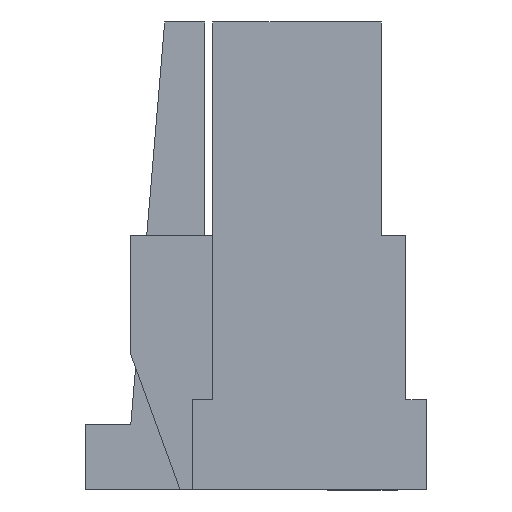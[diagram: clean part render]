
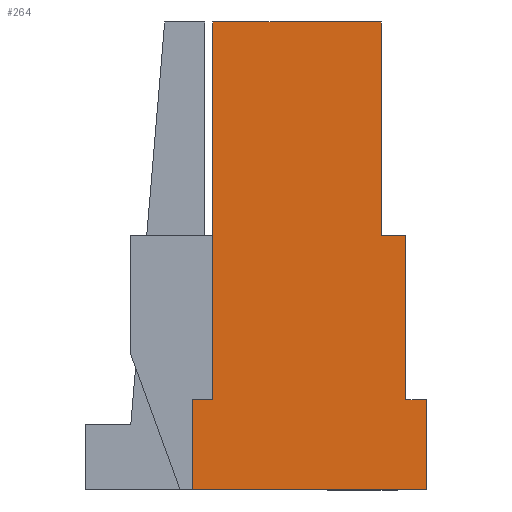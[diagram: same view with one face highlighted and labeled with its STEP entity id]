
A CAD part, left-side view. The second image highlights one B-rep face of the part: STEP entity #264.
In plain terms, the highlighted planar face has unit normal (-1, 0, 0).
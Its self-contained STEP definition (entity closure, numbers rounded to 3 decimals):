
#97 = EDGE_LOOP ( 'NONE', ( #1292, #1291, #1290, #1289, #1288, #1287, #1286, #1554, #1553, #1552 ) ) ;
#130 = PLANE ( 'NONE',  #695 ) ;
#131 = CARTESIAN_POINT ( 'NONE',  ( -4.333, -0.117, 6.6 ) ) ;
#136 = DIRECTION ( 'NONE',  ( 1., 0., 0. ) ) ;
#137 = DIRECTION ( 'NONE',  ( 0., -1., 0. ) ) ;
#155 = VERTEX_POINT ( 'NONE', #450 ) ;
#157 = VERTEX_POINT ( 'NONE', #451 ) ;
#168 = VERTEX_POINT ( 'NONE', #466 ) ;
#169 = VERTEX_POINT ( 'NONE', #467 ) ;
#172 = VERTEX_POINT ( 'NONE', #470 ) ;
#175 = VERTEX_POINT ( 'NONE', #473 ) ;
#188 = LINE ( 'NONE', #1119, #191 ) ;
#191 = VECTOR ( 'NONE', #1121, 1000. ) ;
#195 = LINE ( 'NONE', #1125, #198 ) ;
#198 = VECTOR ( 'NONE', #1126, 1000. ) ;
#264 = ADVANCED_FACE ( 'NONE', ( #1471 ), #130, .F. ) ;
#438 = VERTEX_POINT ( 'NONE', #585 ) ;
#441 = VERTEX_POINT ( 'NONE', #588 ) ;
#450 = CARTESIAN_POINT ( 'NONE',  ( -4.333, -2.467, 4. ) ) ;
#451 = CARTESIAN_POINT ( 'NONE',  ( -4.333, -0.117, 2. ) ) ;
#466 = CARTESIAN_POINT ( 'NONE',  ( -4.333, -2.167, 4. ) ) ;
#467 = CARTESIAN_POINT ( 'NONE',  ( -4.333, -2.717, 2. ) ) ;
#470 = CARTESIAN_POINT ( 'NONE',  ( -4.333, -2.167, 6.6 ) ) ;
#473 = CARTESIAN_POINT ( 'NONE',  ( -4.333, -2.467, 2. ) ) ;
#517 = CARTESIAN_POINT ( 'NONE',  ( -4.333, -2.717, 0.9 ) ) ;
#585 = CARTESIAN_POINT ( 'NONE',  ( -4.333, 0.133, 0.9 ) ) ;
#588 = CARTESIAN_POINT ( 'NONE',  ( -4.333, 0.133, 2. ) ) ;
#695 = AXIS2_PLACEMENT_3D ( 'NONE', #131, #136, #137 ) ;
#773 = CARTESIAN_POINT ( 'NONE',  ( -4.333, -1.217, 0.9 ) ) ;
#776 = CARTESIAN_POINT ( 'NONE',  ( -4.333, 0.133, 2. ) ) ;
#777 = CARTESIAN_POINT ( 'NONE',  ( -4.333, -2.717, 1.45 ) ) ;
#778 = DIRECTION ( 'NONE',  ( 0., -1., 0. ) ) ;
#779 = DIRECTION ( 'NONE',  ( 0., 0., 1. ) ) ;
#781 = DIRECTION ( 'NONE',  ( 0., -1., 0. ) ) ;
#783 = DIRECTION ( 'NONE',  ( 0., 0., 1. ) ) ;
#895 = CARTESIAN_POINT ( 'NONE',  ( -4.333, -0.117, 6.6 ) ) ;
#911 = CARTESIAN_POINT ( 'NONE',  ( -4.333, -1.417, 6.6 ) ) ;
#916 = DIRECTION ( 'NONE',  ( 0., -1., 0. ) ) ;
#940 = CARTESIAN_POINT ( 'NONE',  ( -4.333, 0.133, 0. ) ) ;
#941 = VERTEX_POINT ( 'NONE', #517 ) ;
#994 = VERTEX_POINT ( 'NONE', #895 ) ;
#1017 = LINE ( 'NONE', #911, #1022 ) ;
#1022 = VECTOR ( 'NONE', #916, 1000. ) ;
#1049 = LINE ( 'NONE', #940, #1056 ) ;
#1051 = LINE ( 'NONE', #776, #1054 ) ;
#1053 = LINE ( 'NONE', #773, #1058 ) ;
#1054 = VECTOR ( 'NONE', #778, 1000. ) ;
#1055 = LINE ( 'NONE', #777, #1060 ) ;
#1056 = VECTOR ( 'NONE', #779, 1000. ) ;
#1058 = VECTOR ( 'NONE', #781, 1000. ) ;
#1060 = VECTOR ( 'NONE', #783, 1000. ) ;
#1089 = CARTESIAN_POINT ( 'NONE',  ( -4.333, -0.117, 3.75 ) ) ;
#1090 = DIRECTION ( 'NONE',  ( 0., 0., 1. ) ) ;
#1101 = CARTESIAN_POINT ( 'NONE',  ( -4.333, -1.417, 2. ) ) ;
#1102 = DIRECTION ( 'NONE',  ( 0., -1., 0. ) ) ;
#1119 = CARTESIAN_POINT ( 'NONE',  ( -4.333, -2.467, 3.75 ) ) ;
#1121 = DIRECTION ( 'NONE',  ( 0., 0., -1. ) ) ;
#1125 = CARTESIAN_POINT ( 'NONE',  ( -4.333, -2.167, 3.75 ) ) ;
#1126 = DIRECTION ( 'NONE',  ( 0., 0., -1. ) ) ;
#1247 = LINE ( 'NONE', #1383, #1250 ) ;
#1250 = VECTOR ( 'NONE', #1384, 1000. ) ;
#1269 = LINE ( 'NONE', #1089, #1272 ) ;
#1272 = VECTOR ( 'NONE', #1090, 1000. ) ;
#1281 = LINE ( 'NONE', #1101, #1284 ) ;
#1284 = VECTOR ( 'NONE', #1102, 1000. ) ;
#1286 = ORIENTED_EDGE ( 'NONE', *, *, #1984, .F. ) ;
#1287 = ORIENTED_EDGE ( 'NONE', *, *, #1975, .F. ) ;
#1288 = ORIENTED_EDGE ( 'NONE', *, *, #1736, .T. ) ;
#1289 = ORIENTED_EDGE ( 'NONE', *, *, #1735, .T. ) ;
#1290 = ORIENTED_EDGE ( 'NONE', *, *, #1734, .F. ) ;
#1291 = ORIENTED_EDGE ( 'NONE', *, *, #1733, .F. ) ;
#1292 = ORIENTED_EDGE ( 'NONE', *, *, #1969, .F. ) ;
#1383 = CARTESIAN_POINT ( 'NONE',  ( -4.333, -2.317, 4. ) ) ;
#1384 = DIRECTION ( 'NONE',  ( 0., 1., 0. ) ) ;
#1471 = FACE_OUTER_BOUND ( 'NONE', #97, .T. ) ;
#1552 = ORIENTED_EDGE ( 'NONE', *, *, #1717, .F. ) ;
#1553 = ORIENTED_EDGE ( 'NONE', *, *, #1987, .F. ) ;
#1554 = ORIENTED_EDGE ( 'NONE', *, *, #1958, .T. ) ;
#1717 = EDGE_CURVE ( 'NONE', #994, #172, #1017, .T. ) ;
#1733 = EDGE_CURVE ( 'NONE', #441, #157, #1051, .T. ) ;
#1734 = EDGE_CURVE ( 'NONE', #438, #441, #1049, .T. ) ;
#1735 = EDGE_CURVE ( 'NONE', #438, #941, #1053, .T. ) ;
#1736 = EDGE_CURVE ( 'NONE', #941, #169, #1055, .T. ) ;
#1958 = EDGE_CURVE ( 'NONE', #155, #168, #1247, .T. ) ;
#1969 = EDGE_CURVE ( 'NONE', #157, #994, #1269, .T. ) ;
#1975 = EDGE_CURVE ( 'NONE', #175, #169, #1281, .T. ) ;
#1984 = EDGE_CURVE ( 'NONE', #155, #175, #188, .T. ) ;
#1987 = EDGE_CURVE ( 'NONE', #172, #168, #195, .T. ) ;
